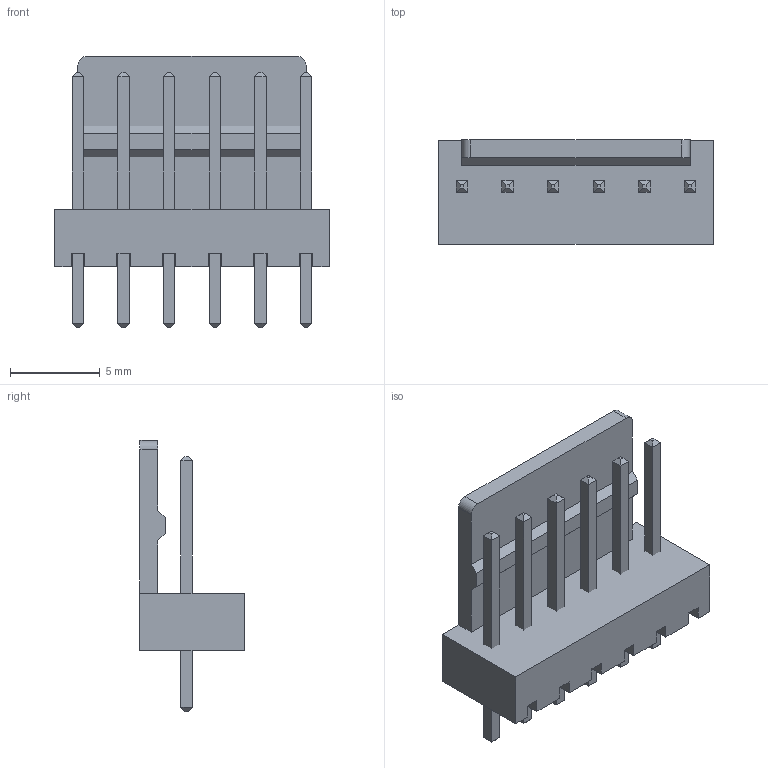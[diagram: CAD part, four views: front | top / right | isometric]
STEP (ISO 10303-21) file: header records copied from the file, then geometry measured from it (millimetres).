
FILE_DESCRIPTION(/* description */ (''),/* implementation_level */ '2;1');
FILE_NAME(/* name */ 'Sullins SWR25X-NRTC-S06-ST-BA.stp',/* time_stamp */ '2019-04-09T06:59:28-04:00',/* author */ ('Ricardo'),/* organization */ (''),/* preprocessor_version */ 'ST-DEVELOPER v16.5',/* originating_system */ 'Autodesk Inventor 2017',/* authorisation */ '');
FILE_SCHEMA (('AUTOMOTIVE_DESIGN { 1 0 10303 214 3 1 1 }'));
Length unit declared in the file: millimetre
Products named in the file (3): Sullins SWR25X-NRTC-S06-ST-BA; plastic; pins
Assembly tree (2 placements, depth 2):
  Sullins SWR25X-NRTC-S06-ST-BA
    plastic
    pins
Bounding box: 15.3 x 5.8 x 15.1 mm (x, y, z)
Volume: 413.5 mm3; surface area: 813.4 mm2
Topology: 7 solids, 7 shells, 124 faces, 282 edges, 172 vertices
Faces by surface type: plane 122, cylinder 2
Entity records: 3431 total; most frequent: CARTESIAN_POINT 583, ORIENTED_EDGE 564, DIRECTION 544, EDGE_CURVE 282, LINE 278, VECTOR 278, VERTEX_POINT 172, AXIS2_PLACEMENT_3D 133
